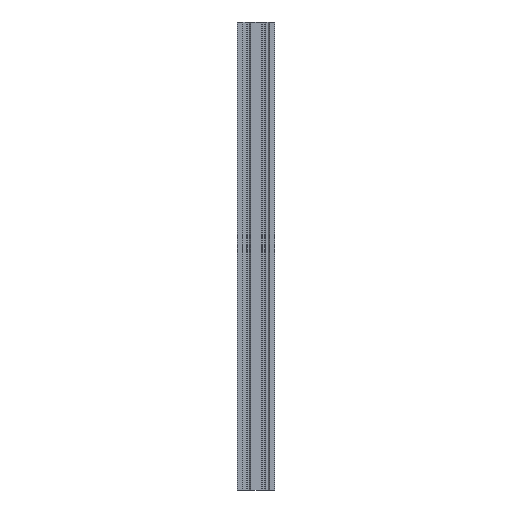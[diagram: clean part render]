
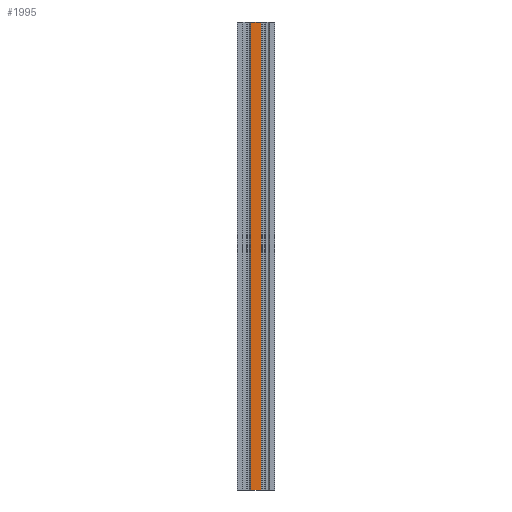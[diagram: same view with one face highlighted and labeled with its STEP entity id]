
A CAD part, front view. The second image highlights one B-rep face of the part: STEP entity #1995.
In plain terms, the highlighted planar face has unit normal (0, -1, 0).
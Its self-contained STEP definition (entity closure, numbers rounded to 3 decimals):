
#65=PLANE('',#2111);
#163=FACE_OUTER_BOUND('',#261,.T.);
#261=EDGE_LOOP('',(#1555,#1556,#1557,#1558));
#452=LINE('',#2931,#736);
#454=LINE('',#2935,#738);
#455=LINE('',#2937,#739);
#456=LINE('',#2938,#740);
#736=VECTOR('',#2398,1000.);
#738=VECTOR('',#2402,1000.);
#739=VECTOR('',#2403,1000.);
#740=VECTOR('',#2404,1000.);
#983=VERTEX_POINT('',#2928);
#984=VERTEX_POINT('',#2930);
#985=VERTEX_POINT('',#2934);
#986=VERTEX_POINT('',#2936);
#1220=EDGE_CURVE('',#984,#983,#452,.T.);
#1222=EDGE_CURVE('',#983,#985,#454,.T.);
#1223=EDGE_CURVE('',#986,#985,#455,.T.);
#1224=EDGE_CURVE('',#984,#986,#456,.T.);
#1555=ORIENTED_EDGE('',*,*,#1222,.T.);
#1556=ORIENTED_EDGE('',*,*,#1223,.F.);
#1557=ORIENTED_EDGE('',*,*,#1224,.F.);
#1558=ORIENTED_EDGE('',*,*,#1220,.T.);
#1995=ADVANCED_FACE('',(#163),#65,.F.);
#2111=AXIS2_PLACEMENT_3D('',#2933,#2400,#2401);
#2398=DIRECTION('',(0.,0.,-1.));
#2400=DIRECTION('center_axis',(0.,1.,0.));
#2401=DIRECTION('ref_axis',(-1.,0.,0.));
#2402=DIRECTION('',(1.,0.,0.));
#2403=DIRECTION('',(0.,0.,-1.));
#2404=DIRECTION('',(1.,0.,0.));
#2928=CARTESIAN_POINT('',(-5.39,-10.,0.));
#2930=CARTESIAN_POINT('',(-5.39,-10.,500.));
#2931=CARTESIAN_POINT('',(-5.39,-10.,500.));
#2933=CARTESIAN_POINT('Origin',(0.,-10.,500.));
#2934=CARTESIAN_POINT('',(5.39,-10.,0.));
#2935=CARTESIAN_POINT('',(0.,-10.,0.));
#2936=CARTESIAN_POINT('',(5.39,-10.,500.));
#2937=CARTESIAN_POINT('',(5.39,-10.,500.));
#2938=CARTESIAN_POINT('',(0.,-10.,500.));
